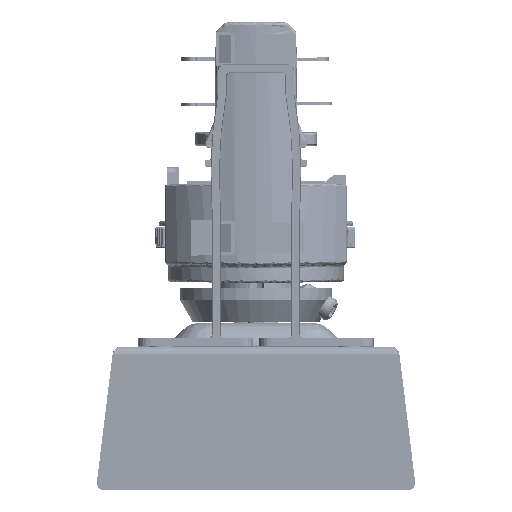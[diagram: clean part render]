
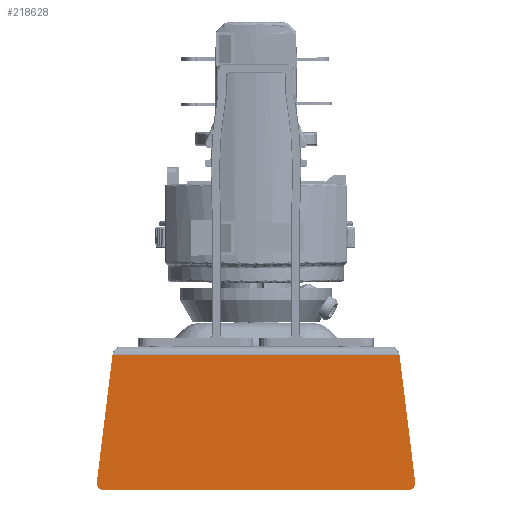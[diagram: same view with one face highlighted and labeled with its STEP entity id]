
A CAD part, front view. The second image highlights one B-rep face of the part: STEP entity #218628.
In plain terms, the highlighted planar face has unit normal (0, -1, 0).
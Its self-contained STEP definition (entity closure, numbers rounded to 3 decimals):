
#12965=PLANE('',#231473);
#18456=FACE_OUTER_BOUND('',#31216,.T.);
#31216=EDGE_LOOP('',(#138619,#138620,#138621,#138622,#138623,#138624));
#44421=LINE('',#309540,#62442);
#44427=LINE('',#309556,#62448);
#44485=LINE('',#309761,#62506);
#44519=LINE('',#310358,#62540);
#62442=VECTOR('',#251513,10.);
#62448=VECTOR('',#251529,10.);
#62506=VECTOR('',#251671,10.);
#62540=VECTOR('',#251735,10.);
#80455=CIRCLE('',#231409,1.1);
#80457=CIRCLE('',#231414,1.1);
#86230=VERTEX_POINT('',#309530);
#86231=VERTEX_POINT('',#309532);
#86233=VERTEX_POINT('',#309538);
#86237=VERTEX_POINT('',#309550);
#86238=VERTEX_POINT('',#309554);
#86289=VERTEX_POINT('',#309760);
#105999=EDGE_CURVE('',#86230,#86231,#80455,.T.);
#106003=EDGE_CURVE('',#86230,#86233,#44421,.T.);
#106009=EDGE_CURVE('',#86237,#86233,#80457,.T.);
#106011=EDGE_CURVE('',#86238,#86237,#44427,.T.);
#106089=EDGE_CURVE('',#86289,#86231,#44485,.T.);
#106163=EDGE_CURVE('',#86238,#86289,#44519,.T.);
#138619=ORIENTED_EDGE('',*,*,#105999,.F.);
#138620=ORIENTED_EDGE('',*,*,#106003,.T.);
#138621=ORIENTED_EDGE('',*,*,#106009,.F.);
#138622=ORIENTED_EDGE('',*,*,#106011,.F.);
#138623=ORIENTED_EDGE('',*,*,#106163,.T.);
#138624=ORIENTED_EDGE('',*,*,#106089,.T.);
#218628=ADVANCED_FACE('',(#18456),#12965,.F.);
#231409=AXIS2_PLACEMENT_3D('',#309533,#251506,#251507);
#231414=AXIS2_PLACEMENT_3D('',#309552,#251524,#251525);
#231473=AXIS2_PLACEMENT_3D('',#310360,#251737,#251738);
#251506=DIRECTION('center_axis',(0.,1.,0.));
#251507=DIRECTION('ref_axis',(-0.749,0.,-0.663));
#251513=DIRECTION('',(1.,0.,0.));
#251524=DIRECTION('center_axis',(0.,1.,0.));
#251525=DIRECTION('ref_axis',(0.749,0.,-0.663));
#251529=DIRECTION('',(0.122,0.,-0.993));
#251671=DIRECTION('',(-0.122,0.,-0.993));
#251735=DIRECTION('',(-1.,0.,0.));
#251737=DIRECTION('center_axis',(0.,1.,0.));
#251738=DIRECTION('ref_axis',(0.,0.,
-1.));
#309530=CARTESIAN_POINT('',(-25.987,-422.,-23.4));
#309532=CARTESIAN_POINT('',(-27.079,-422.,-22.166));
#309533=CARTESIAN_POINT('Origin',(-25.987,-422.,-22.3));
#309538=CARTESIAN_POINT('',(25.987,-422.,-23.4));
#309540=CARTESIAN_POINT('',(-1710.13,-422.,-23.4));
#309550=CARTESIAN_POINT('',(27.079,-422.,-22.166));
#309552=CARTESIAN_POINT('Origin',(25.987,-422.,-22.3));
#309554=CARTESIAN_POINT('',(24.419,-422.,-0.5));
#309556=CARTESIAN_POINT('',(24.419,-422.,-0.5));
#309760=CARTESIAN_POINT('',(-24.419,-422.,-0.5));
#309761=CARTESIAN_POINT('',(-24.419,-422.,-0.5));
#310358=CARTESIAN_POINT('',(0.,-422.,-0.5));
#310360=CARTESIAN_POINT('Origin',(0.,-422.,-11.212));
